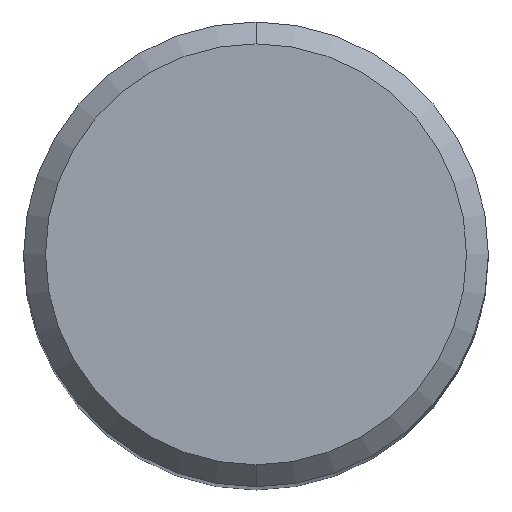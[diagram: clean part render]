
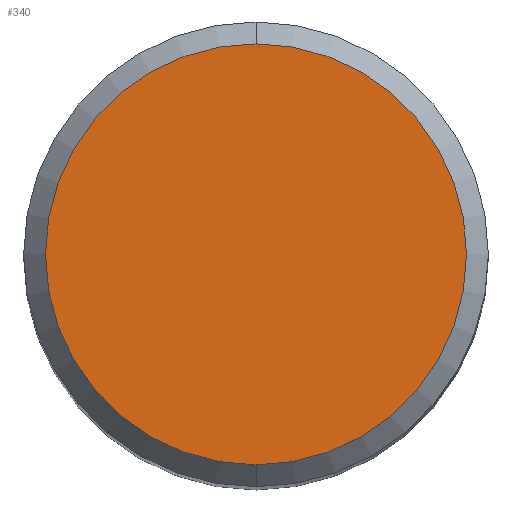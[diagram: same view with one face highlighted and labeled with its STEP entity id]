
A CAD part, top view. The second image highlights one B-rep face of the part: STEP entity #340.
In plain terms, the highlighted planar face has unit normal (0, 0, 1).
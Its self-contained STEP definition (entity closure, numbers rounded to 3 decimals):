
#204=VERTEX_POINT('',#510);
#262=EDGE_CURVE('',#380,#204,#574,.T.);
#338=EDGE_CURVE('',#204,#380,#659,.T.);
#340=ADVANCED_FACE('',(#661),#662,.T.);
#380=VERTEX_POINT('',#705);
#510=CARTESIAN_POINT('',(0.0,7.7,0.0));
#574=CIRCLE('',#1019,7.7);
#659=CIRCLE('',#1217,7.7);
#661=FACE_OUTER_BOUND('',#1219,.T.);
#662=PLANE('',#1220);
#705=CARTESIAN_POINT('',(0.,-7.7,0.0));
#1019=AXIS2_PLACEMENT_3D('',#1607,#1608,#1609);
#1217=AXIS2_PLACEMENT_3D('',#1711,#1712,#1713);
#1219=EDGE_LOOP('',(#1715,#1716));
#1220=AXIS2_PLACEMENT_3D('',#1717,#1718,#1719);
#1607=CARTESIAN_POINT('',(0.0,0.0,0.0));
#1608=DIRECTION('',(0.0,0.0,-1.0));
#1609=DIRECTION('',(0.0,1.0,0.0));
#1711=CARTESIAN_POINT('',(0.0,0.0,0.0));
#1712=DIRECTION('',(0.0,0.0,-1.0));
#1713=DIRECTION('',(0.0,1.0,0.0));
#1715=ORIENTED_EDGE('',*,*,#338,.F.);
#1716=ORIENTED_EDGE('',*,*,#262,.F.);
#1717=CARTESIAN_POINT('',(0.0,3.85,0.0));
#1718=DIRECTION('',(-0.0,0.0,1.0));
#1719=DIRECTION('',(0.0,-1.0,0.0));
